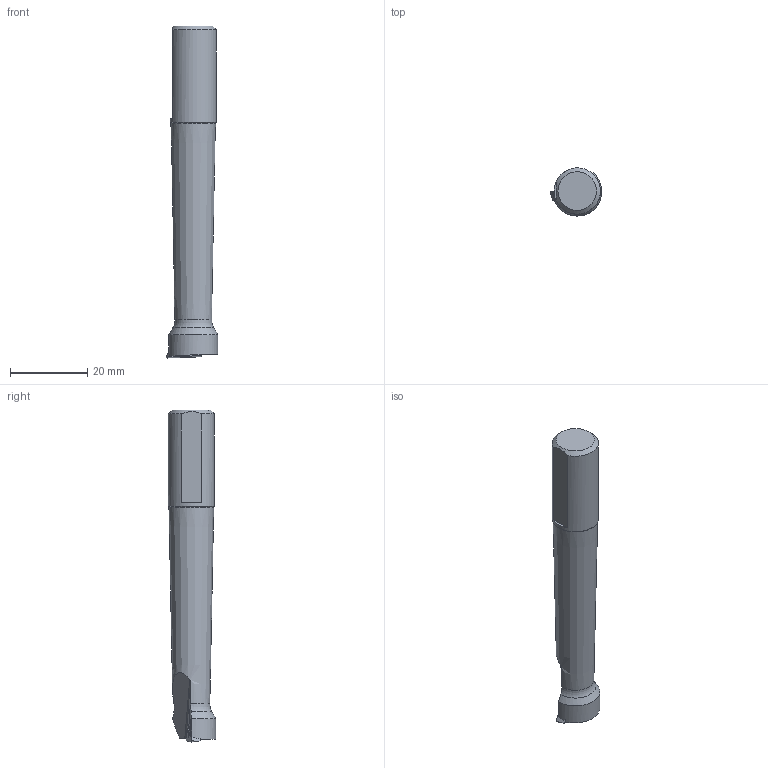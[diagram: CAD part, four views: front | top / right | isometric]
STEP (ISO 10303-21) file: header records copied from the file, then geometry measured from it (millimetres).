
FILE_DESCRIPTION(/* description */ (''),/* implementation_level */ '2;1');
FILE_NAME(/* name */ '1558085374890.stp',/* time_stamp */ '2019-05-17T11:29:38+02:00',/* author */ (''),/* organization */ ('SMS'),/* preprocessor_version */ 'ST-DEVELOPER v15',/* originating_system */ 'SIEMENS PLM Software NX 8.5',/* authorisation */ '');
FILE_SCHEMA (('AUTOMOTIVE_DESIGN { 1 0 10303 214 3 1 1 1 }'));
Length unit declared in the file: millimetre
Products named in the file (4): IsoTurningInsert; 202268115mod000_00; ASSEMBLY_CONSTRUCTION; 111155923mod000_01
Assembly tree (3 placements, depth 2):
  111155923mod000_01
    ASSEMBLY_CONSTRUCTION
    202268115mod000_00
    IsoTurningInsert
Bounding box: 13.35 x 12.35 x 86.05 mm (x, y, z)
Volume: 7893.3 mm3; surface area: 3323.2 mm2
Topology: 2 solids, 2 shells, 35 faces, 87 edges, 61 vertices
Faces by surface type: plane 16, cone 8, torus 6, cylinder 5
Full cylindrical faces by diameter (mm): 2.5 x2, 12 x1
Entity records: 1126 total; most frequent: CARTESIAN_POINT 212, DIRECTION 177, ORIENTED_EDGE 130, AXIS2_PLACEMENT_3D 74, EDGE_CURVE 65, EDGE_LOOP 51, VERTEX_POINT 48, ADVANCED_FACE 35
